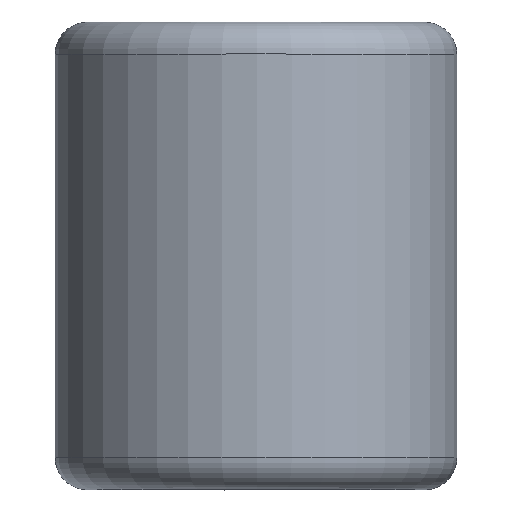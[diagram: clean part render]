
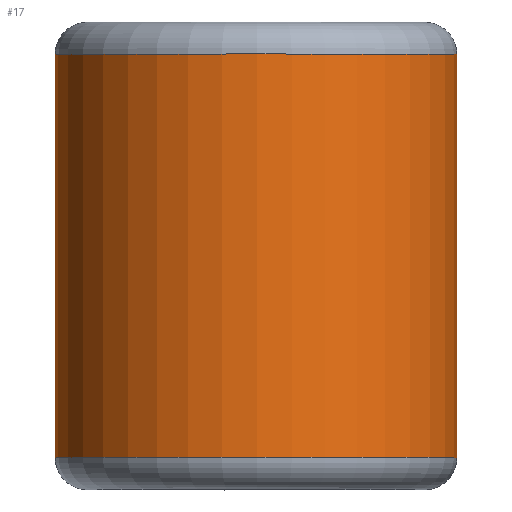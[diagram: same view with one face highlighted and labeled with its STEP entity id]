
A CAD part, top view. The second image highlights one B-rep face of the part: STEP entity #17.
In plain terms, the highlighted cylindrical face has radius 4.775 mm (diameter 9.55 mm), a partial arc.
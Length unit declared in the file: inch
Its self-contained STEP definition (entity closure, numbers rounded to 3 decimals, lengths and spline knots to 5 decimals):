
#17 = ADVANCED_FACE ( 'NONE', ( #1592 ), #610, .T. ) ;
#22 = VECTOR ( 'NONE', #672, 39.37008 ) ;
#124 = CIRCLE ( 'NONE', #341, 0.188 ) ;
#187 = EDGE_CURVE ( 'NONE', #306, #1359, #124, .T. ) ;
#306 = VERTEX_POINT ( 'NONE', #1656 ) ;
#309 = EDGE_CURVE ( 'NONE', #853, #306, #1165, .T. ) ;
#338 = CARTESIAN_POINT ( 'NONE',  ( -0.0348, 0.18875, -0.18475 ) ) ;
#341 = AXIS2_PLACEMENT_3D ( 'NONE', #768, #493, #929 ) ;
#425 = EDGE_CURVE ( 'NONE', #853, #785, #1260, .T. ) ;
#493 = DIRECTION ( 'NONE',  ( 0., -1., 0. ) ) ;
#610 = CYLINDRICAL_SURFACE ( 'NONE', #1931, 0.188 ) ;
#672 = DIRECTION ( 'NONE',  ( 0., 1., 0. ) ) ;
#680 = VECTOR ( 'NONE', #2074, 39.37008 ) ;
#687 = CARTESIAN_POINT ( 'NONE',  ( 0.188, -0.18875, 0. ) ) ;
#725 = CARTESIAN_POINT ( 'NONE',  ( 0., -0.18875, 0. ) ) ;
#768 = CARTESIAN_POINT ( 'NONE',  ( 0., 0.18875, 0. ) ) ;
#785 = VERTEX_POINT ( 'NONE', #1023 ) ;
#797 = DIRECTION ( 'NONE',  ( 0., 0., -1. ) ) ;
#828 = CARTESIAN_POINT ( 'NONE',  ( 0.188, 0.18875, 0. ) ) ;
#853 = VERTEX_POINT ( 'NONE', #687 ) ;
#880 = AXIS2_PLACEMENT_3D ( 'NONE', #725, #1042, #1710 ) ;
#929 = DIRECTION ( 'NONE',  ( 0., 0., -1. ) ) ;
#1023 = CARTESIAN_POINT ( 'NONE',  ( -0.0348, -0.18875, -0.18475 ) ) ;
#1042 = DIRECTION ( 'NONE',  ( 0., -1., 0. ) ) ;
#1065 = CARTESIAN_POINT ( 'NONE',  ( -0.0348, 0.1875, -0.18475 ) ) ;
#1165 = LINE ( 'NONE', #828, #22 ) ;
#1241 = EDGE_LOOP ( 'NONE', ( #2142, #1882, #1429, #1401 ) ) ;
#1260 = CIRCLE ( 'NONE', #880, 0.188 ) ;
#1300 = CARTESIAN_POINT ( 'NONE',  ( 0., 0.1875, 0. ) ) ;
#1359 = VERTEX_POINT ( 'NONE', #338 ) ;
#1398 = LINE ( 'NONE', #1065, #680 ) ;
#1401 = ORIENTED_EDGE ( 'NONE', *, *, #309, .T. ) ;
#1429 = ORIENTED_EDGE ( 'NONE', *, *, #425, .F. ) ;
#1450 = DIRECTION ( 'NONE',  ( 0., -1., 0. ) ) ;
#1592 = FACE_OUTER_BOUND ( 'NONE', #1241, .T. ) ;
#1656 = CARTESIAN_POINT ( 'NONE',  ( 0.188, 0.18875, 0. ) ) ;
#1710 = DIRECTION ( 'NONE',  ( 0., 0., -1. ) ) ;
#1734 = EDGE_CURVE ( 'NONE', #1359, #785, #1398, .T. ) ;
#1882 = ORIENTED_EDGE ( 'NONE', *, *, #1734, .T. ) ;
#1931 = AXIS2_PLACEMENT_3D ( 'NONE', #1300, #1450, #797 ) ;
#2074 = DIRECTION ( 'NONE',  ( 0., -1., 0. ) ) ;
#2142 = ORIENTED_EDGE ( 'NONE', *, *, #187, .T. ) ;
